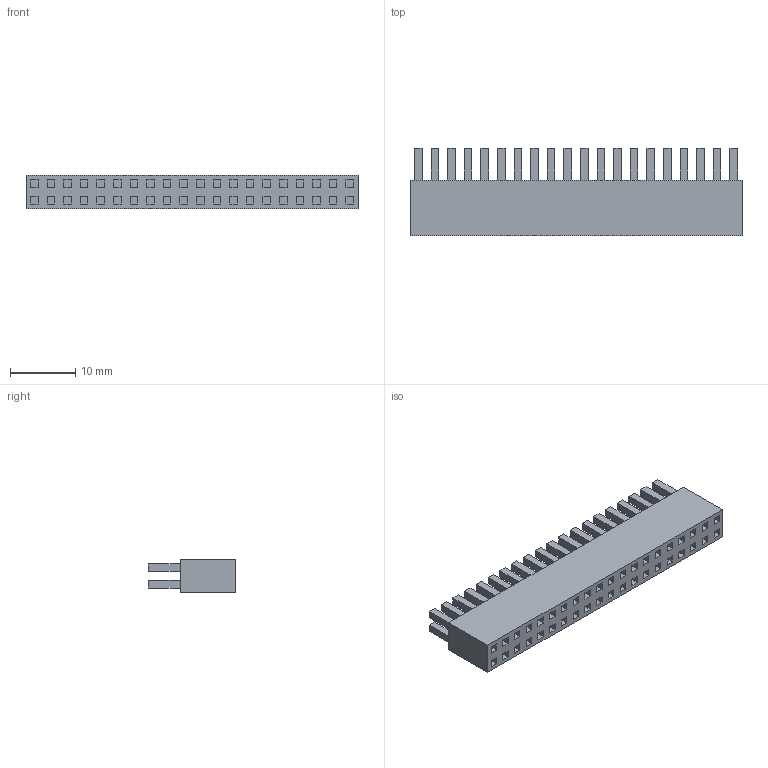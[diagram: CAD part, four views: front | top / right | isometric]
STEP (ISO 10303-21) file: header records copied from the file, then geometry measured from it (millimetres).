
FILE_DESCRIPTION (( 'STEP AP203' ), '1' );
FILE_NAME ('stackable_header.step', '2019-10-07T21:39:01', ( '' ), ( '' ), 'SwSTEP 2.0', 'SolidWorks 2017', '' );
FILE_SCHEMA (( 'CONFIG_CONTROL_DESIGN' ));
Length unit declared in the file: inch
Products named in the file (1): stackable_header
Bounding box: 50.8 x 13.34 x 5.08 mm (x, y, z)
Volume: 2375.5 mm3; surface area: 2598 mm2
Topology: 1 solids, 1 shells, 406 faces, 972 edges, 648 vertices
Faces by surface type: plane 406
Entity records: 11595 total; most frequent: CARTESIAN_POINT 2027, ORIENTED_EDGE 1944, DIRECTION 1786, VECTOR 972, LINE 972, EDGE_CURVE 972, VERTEX_POINT 648, EDGE_LOOP 486
